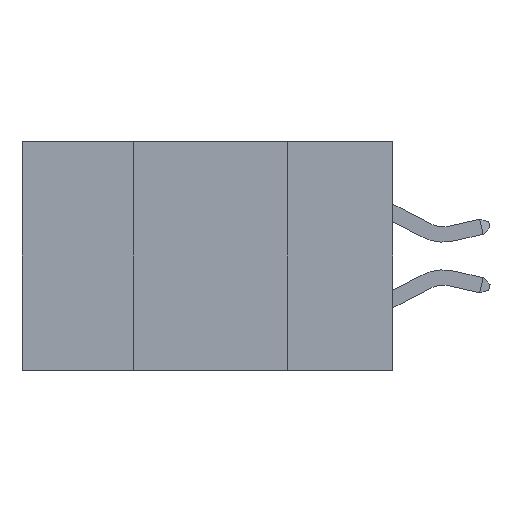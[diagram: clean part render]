
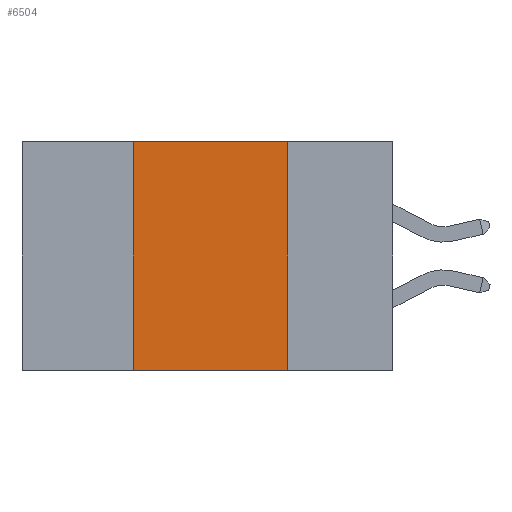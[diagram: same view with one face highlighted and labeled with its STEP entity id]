
A CAD part, left-side view. The second image highlights one B-rep face of the part: STEP entity #6504.
In plain terms, the highlighted planar face has unit normal (-1, 0, 0).
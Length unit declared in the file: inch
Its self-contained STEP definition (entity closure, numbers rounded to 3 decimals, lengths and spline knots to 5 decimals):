
#718 = EDGE_LOOP ( 'NONE', ( #12336, #4327, #4594, #4458 ) ) ;
#1006 = VERTEX_POINT ( 'NONE', #16199 ) ;
#1244 = VECTOR ( 'NONE', #2546, 39.37008 ) ;
#1333 = DIRECTION ( 'NONE',  ( 0., -1., 0. ) ) ;
#1545 = EDGE_CURVE ( 'NONE', #6937, #1006, #3865, .T. ) ;
#2546 = DIRECTION ( 'NONE',  ( 0., 0., 1. ) ) ;
#3766 = EDGE_CURVE ( 'NONE', #5674, #4450, #7970, .T. ) ;
#3865 = LINE ( 'NONE', #8256, #9750 ) ;
#4212 = LINE ( 'NONE', #9385, #14262 ) ;
#4327 = ORIENTED_EDGE ( 'NONE', *, *, #10966, .F. ) ;
#4450 = VERTEX_POINT ( 'NONE', #8242 ) ;
#4458 = ORIENTED_EDGE ( 'NONE', *, *, #7962, .T. ) ;
#4594 = ORIENTED_EDGE ( 'NONE', *, *, #3766, .F. ) ;
#5449 = FACE_OUTER_BOUND ( 'NONE', #718, .T. ) ;
#5674 = VERTEX_POINT ( 'NONE', #9468 ) ;
#5741 = LINE ( 'NONE', #16260, #8137 ) ;
#6504 = ADVANCED_FACE ( 'NONE', ( #5449 ), #9210, .F. ) ;
#6657 = CARTESIAN_POINT ( 'NONE',  ( 0., 0.6, 0. ) ) ;
#6872 = DIRECTION ( 'NONE',  ( 0., 0., -1. ) ) ;
#6937 = VERTEX_POINT ( 'NONE', #12737 ) ;
#7962 = EDGE_CURVE ( 'NONE', #5674, #1006, #4212, .T. ) ;
#7970 = LINE ( 'NONE', #12546, #1244 ) ;
#8137 = VECTOR ( 'NONE', #1333, 39.37008 ) ;
#8242 = CARTESIAN_POINT ( 'NONE',  ( 0., 0.42, 0. ) ) ;
#8256 = CARTESIAN_POINT ( 'NONE',  ( 0., 0.17, 0. ) ) ;
#9210 = PLANE ( 'NONE',  #11382 ) ;
#9258 = DIRECTION ( 'NONE',  ( 1., 0., 0. ) ) ;
#9385 = CARTESIAN_POINT ( 'NONE',  ( 0., 0.6, -0.37 ) ) ;
#9468 = CARTESIAN_POINT ( 'NONE',  ( 0., 0.42, -0.37 ) ) ;
#9750 = VECTOR ( 'NONE', #15962, 39.37008 ) ;
#10966 = EDGE_CURVE ( 'NONE', #4450, #6937, #5741, .T. ) ;
#11382 = AXIS2_PLACEMENT_3D ( 'NONE', #6657, #9258, #6872 ) ;
#12336 = ORIENTED_EDGE ( 'NONE', *, *, #1545, .F. ) ;
#12546 = CARTESIAN_POINT ( 'NONE',  ( 0., 0.42, 0. ) ) ;
#12737 = CARTESIAN_POINT ( 'NONE',  ( 0., 0.17, 0. ) ) ;
#14259 = DIRECTION ( 'NONE',  ( 0., -1., 0. ) ) ;
#14262 = VECTOR ( 'NONE', #14259, 39.37008 ) ;
#15962 = DIRECTION ( 'NONE',  ( 0., 0., -1. ) ) ;
#16199 = CARTESIAN_POINT ( 'NONE',  ( 0., 0.17, -0.37 ) ) ;
#16260 = CARTESIAN_POINT ( 'NONE',  ( 0., 0.6, 0. ) ) ;
